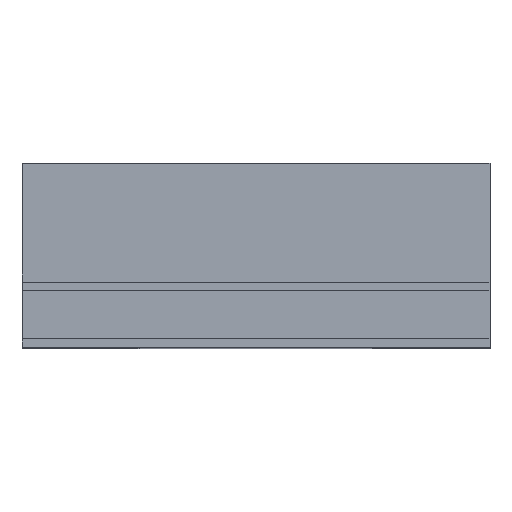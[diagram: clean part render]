
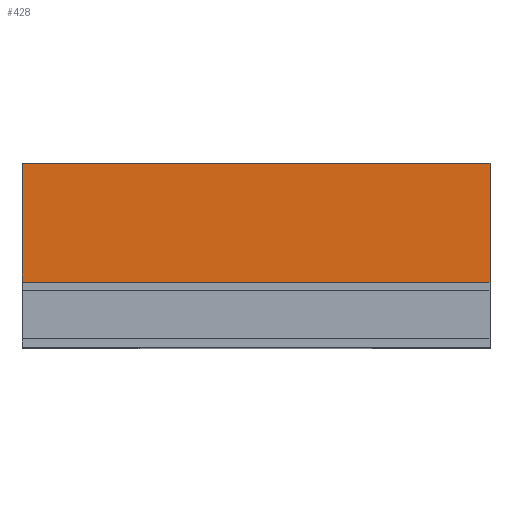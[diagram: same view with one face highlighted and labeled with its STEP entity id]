
A CAD part, top view. The second image highlights one B-rep face of the part: STEP entity #428.
In plain terms, the highlighted planar face has unit normal (0, 0, 1).
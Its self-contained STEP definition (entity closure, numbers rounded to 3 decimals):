
#58 = DIRECTION ( 'NONE',  ( -1., 0., 0. ) ) ;
#84 = CARTESIAN_POINT ( 'NONE',  ( -1.4, 0.39, 2.4 ) ) ;
#137 = VERTEX_POINT ( 'NONE', #321 ) ;
#294 = EDGE_LOOP ( 'NONE', ( #1186, #611, #4723, #1955 ) ) ;
#321 = CARTESIAN_POINT ( 'NONE',  ( -1.4, 1.1, 2.4 ) ) ;
#428 = ADVANCED_FACE ( 'NONE', ( #1402 ), #4480, .F. ) ;
#491 = VERTEX_POINT ( 'NONE', #4665 ) ;
#611 = ORIENTED_EDGE ( 'NONE', *, *, #3198, .T. ) ;
#689 = CARTESIAN_POINT ( 'NONE',  ( 1.4, 1.1, 2.4 ) ) ;
#710 = VERTEX_POINT ( 'NONE', #3898 ) ;
#1164 = AXIS2_PLACEMENT_3D ( 'NONE', #1905, #2289, #58 ) ;
#1186 = ORIENTED_EDGE ( 'NONE', *, *, #3044, .T. ) ;
#1322 = CARTESIAN_POINT ( 'NONE',  ( -1.4, 1.1, 2.4 ) ) ;
#1402 = FACE_OUTER_BOUND ( 'NONE', #294, .T. ) ;
#1724 = DIRECTION ( 'NONE',  ( 1., 0., 0. ) ) ;
#1905 = CARTESIAN_POINT ( 'NONE',  ( -1.4, 1.1, 2.4 ) ) ;
#1955 = ORIENTED_EDGE ( 'NONE', *, *, #2986, .F. ) ;
#2289 = DIRECTION ( 'NONE',  ( 0., 0., -1. ) ) ;
#2431 = CARTESIAN_POINT ( 'NONE',  ( -1.4, 1.1, 2.4 ) ) ;
#2571 = VERTEX_POINT ( 'NONE', #3605 ) ;
#2756 = LINE ( 'NONE', #2431, #4418 ) ;
#2986 = EDGE_CURVE ( 'NONE', #137, #2571, #4361, .T. ) ;
#3044 = EDGE_CURVE ( 'NONE', #137, #491, #2756, .T. ) ;
#3048 = LINE ( 'NONE', #689, #3056 ) ;
#3050 = LINE ( 'NONE', #84, #4588 ) ;
#3051 = DIRECTION ( 'NONE',  ( 0., -1., 0. ) ) ;
#3056 = VECTOR ( 'NONE', #3281, 1000. ) ;
#3198 = EDGE_CURVE ( 'NONE', #491, #710, #3050, .T. ) ;
#3281 = DIRECTION ( 'NONE',  ( 0., -1., 0. ) ) ;
#3605 = CARTESIAN_POINT ( 'NONE',  ( 1.4, 1.1, 2.4 ) ) ;
#3898 = CARTESIAN_POINT ( 'NONE',  ( 1.4, 0.39, 2.4 ) ) ;
#4089 = EDGE_CURVE ( 'NONE', #2571, #710, #3048, .T. ) ;
#4090 = DIRECTION ( 'NONE',  ( 1., 0., 0. ) ) ;
#4361 = LINE ( 'NONE', #1322, #4375 ) ;
#4375 = VECTOR ( 'NONE', #1724, 1000. ) ;
#4418 = VECTOR ( 'NONE', #3051, 1000. ) ;
#4480 = PLANE ( 'NONE',  #1164 ) ;
#4588 = VECTOR ( 'NONE', #4090, 1000. ) ;
#4665 = CARTESIAN_POINT ( 'NONE',  ( -1.4, 0.39, 2.4 ) ) ;
#4723 = ORIENTED_EDGE ( 'NONE', *, *, #4089, .F. ) ;
